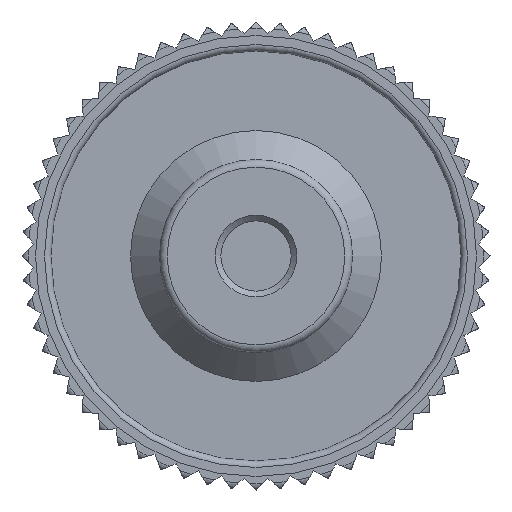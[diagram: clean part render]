
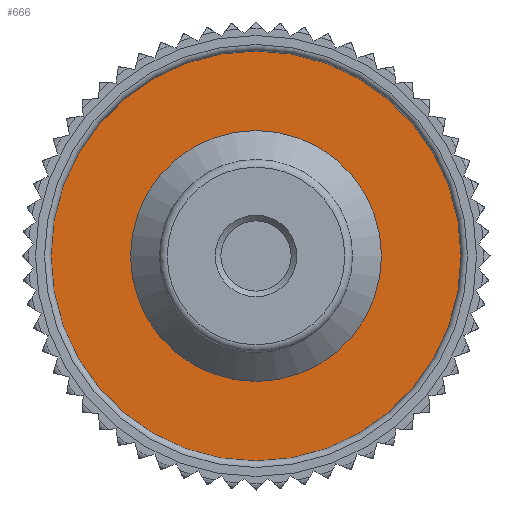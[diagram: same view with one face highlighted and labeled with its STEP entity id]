
A CAD part, front view. The second image highlights one B-rep face of the part: STEP entity #666.
In plain terms, the highlighted planar face has unit normal (0, -1, 0).
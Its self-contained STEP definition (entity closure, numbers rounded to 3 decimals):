
#666 = ADVANCED_FACE( '', ( #1430, #1431 ), #1432, .F. );
#1430 = FACE_BOUND( '', #2277, .T. );
#1431 = FACE_OUTER_BOUND( '', #2278, .T. );
#1432 = PLANE( '', #2279 );
#2277 = EDGE_LOOP( '', ( #4240 ) );
#2278 = EDGE_LOOP( '', ( #4241 ) );
#2279 = AXIS2_PLACEMENT_3D( '', #4242, #4243, #4244 );
#4240 = ORIENTED_EDGE( '', *, *, #5936, .F. );
#4241 = ORIENTED_EDGE( '', *, *, #5823, .T. );
#4242 = CARTESIAN_POINT( '', ( 17.525, 28.46, 0. ) );
#4243 = DIRECTION( '', ( 0., 1., 0. ) );
#4244 = DIRECTION( '', ( 0., 0., 1. ) );
#5823 = EDGE_CURVE( '', #7288, #7288, #7289, .T. );
#5936 = EDGE_CURVE( '', #7441, #7441, #7442, .T. );
#7288 = VERTEX_POINT( '', #10572 );
#7289 = CIRCLE( '', #10573, 17.525 );
#7441 = VERTEX_POINT( '', #11019 );
#7442 = CIRCLE( '', #11020, 10.725 );
#10572 = CARTESIAN_POINT( '', ( 0., 28.46, -17.525 ) );
#10573 = AXIS2_PLACEMENT_3D( '', #12292, #12293, #12294 );
#11019 = CARTESIAN_POINT( '', ( 0., 28.46, -10.725 ) );
#11020 = AXIS2_PLACEMENT_3D( '', #12363, #12364, #12365 );
#12292 = CARTESIAN_POINT( '', ( 0., 28.46, 0. ) );
#12293 = DIRECTION( '', ( 0., -1., 0. ) );
#12294 = DIRECTION( '', ( 0., 0., -1. ) );
#12363 = CARTESIAN_POINT( '', ( 0., 28.46, 0. ) );
#12364 = DIRECTION( '', ( 0., -1., 0. ) );
#12365 = DIRECTION( '', ( 0., 0., -1. ) );
